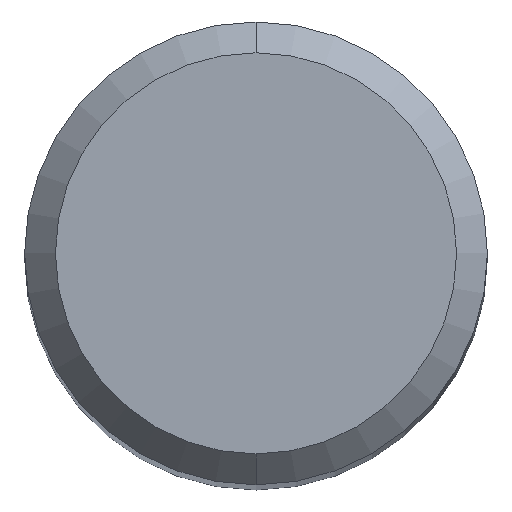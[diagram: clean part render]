
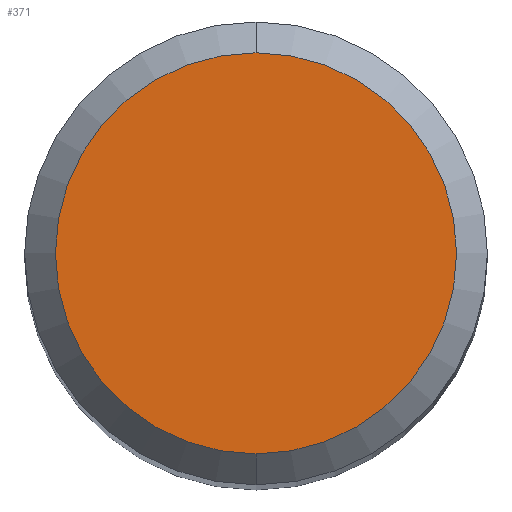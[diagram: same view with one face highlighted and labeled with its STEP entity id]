
A CAD part, top view. The second image highlights one B-rep face of the part: STEP entity #371.
In plain terms, the highlighted planar face has unit normal (0, 0, 1).
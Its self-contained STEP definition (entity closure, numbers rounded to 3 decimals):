
#267=EDGE_CURVE('',#329,#387,#583,.T.);
#329=VERTEX_POINT('',#651);
#335=EDGE_CURVE('',#387,#329,#657,.T.);
#371=ADVANCED_FACE('',(#697),#698,.T.);
#387=VERTEX_POINT('',#716);
#583=CIRCLE('',#1055,2.6);
#651=CARTESIAN_POINT('',(0.0,2.6,0.0));
#657=CIRCLE('',#1178,2.6);
#697=FACE_OUTER_BOUND('',#1312,.T.);
#698=PLANE('',#1313);
#716=CARTESIAN_POINT('',(0.,-2.6,0.0));
#1055=AXIS2_PLACEMENT_3D('',#1564,#1565,#1566);
#1178=AXIS2_PLACEMENT_3D('',#1634,#1635,#1636);
#1312=EDGE_LOOP('',(#1687,#1688));
#1313=AXIS2_PLACEMENT_3D('',#1689,#1690,#1691);
#1564=CARTESIAN_POINT('',(0.0,0.0,0.0));
#1565=DIRECTION('',(0.0,0.0,-1.0));
#1566=DIRECTION('',(0.0,1.0,0.0));
#1634=CARTESIAN_POINT('',(0.0,0.0,0.0));
#1635=DIRECTION('',(0.0,0.0,-1.0));
#1636=DIRECTION('',(0.0,1.0,0.0));
#1687=ORIENTED_EDGE('',*,*,#267,.F.);
#1688=ORIENTED_EDGE('',*,*,#335,.F.);
#1689=CARTESIAN_POINT('',(0.0,1.3,0.0));
#1690=DIRECTION('',(-0.0,0.0,1.0));
#1691=DIRECTION('',(0.0,-1.0,0.0));
